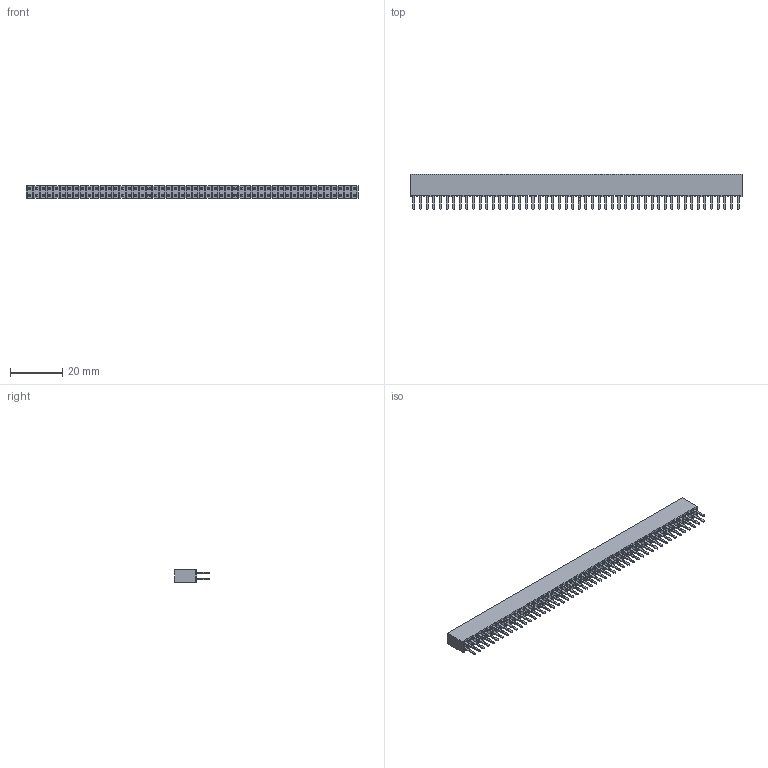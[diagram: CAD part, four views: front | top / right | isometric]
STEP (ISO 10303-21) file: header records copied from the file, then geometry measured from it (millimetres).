
FILE_DESCRIPTION(/* description */ ('STEP AP214'),/* implementation_level */ '2;1');
FILE_NAME(/* name */ 'SSW-150-02-S-D-LL',/* time_stamp */ '2022-12-11T02:27:00+01:00',/* author */ ('License CC BY-ND 4.0'),/* organization */ ('CADENAS'),/* preprocessor_version */ 'ST-DEVELOPER v18.102',/* originating_system */ 'PARTsolutions',/* authorisation */ ' ');
FILE_SCHEMA (('AUTOMOTIVE_DESIGN {1 0 10303 214 3 1 1}'));
Length unit declared in the file: inch
Products named in the file (3): SSW-150-02-S-D-LL; P2SSW-150-02-S-D-LL; T1SSW-150-02-S-D-LL
Assembly tree (2 placements, depth 2):
  SSW-150-02-S-D-LL
    P2SSW-150-02-S-D-LL
    T1SSW-150-02-S-D-LL
Bounding box: 127.51 x 13.44 x 4.95 mm (x, y, z)
Volume: 4863.7 mm3; surface area: 8389.9 mm2
Topology: 2 solids, 2 shells, 1324 faces, 3660 edges, 2440 vertices
Faces by surface type: plane 1316, cylinder 8
Entity records: 41798 total; most frequent: CARTESIAN_POINT 7427, ORIENTED_EDGE 7320, DIRECTION 6330, EDGE_CURVE 3660, LINE 3644, VECTOR 3644, VERTEX_POINT 2440, EDGE_LOOP 1624
